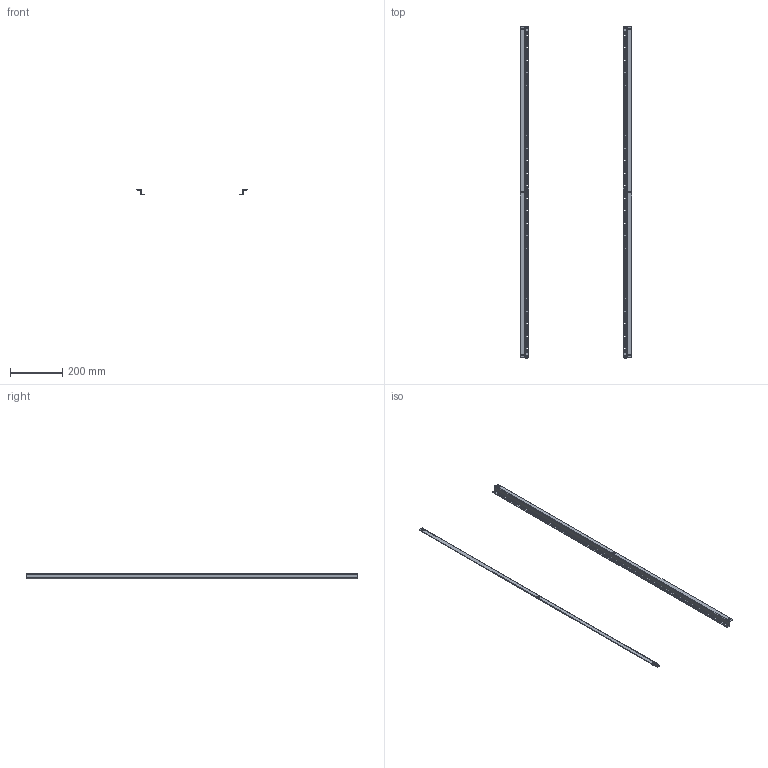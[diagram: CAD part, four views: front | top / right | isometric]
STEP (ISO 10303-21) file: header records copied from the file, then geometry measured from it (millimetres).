
FILE_DESCRIPTION (( 'STEP AP203' ), '1' );
FILE_NAME ('U8018130302 Êîìïëåêò ñòîåê âíóòðåííåé äâåðè UC2_UC2M 140.00 (2øò) (000.801.053-08).STEP', '2022-04-29T07:11:38', ( '' ), ( '' ), 'SwSTEP 2.0', 'SolidWorks 2017', '' );
FILE_SCHEMA (( 'CONFIG_CONTROL_DESIGN' ));
Length unit declared in the file: millimetre
Products named in the file (3): U8018130302 Êîìïëåêò ñòîåê âíóòðåííåé äâåðè UC2_UC2M 140.00 (2øò) (000.801.053-08); 019-61 砑鳧罻_08 (140); hex flange nut_din_Hexagon Flange Nut DIN 6923 - M5 - N
Assembly tree (8 placements, depth 2):
  U8018130302 Êîìïëåêò ñòîåê âíóòðåííåé äâåðè UC2_UC2M 140.00 (2øò) (000.801.053-08)
    019-61 砑鳧罻_08 (140)  x2
    hex flange nut_din_Hexagon Flange Nut DIN 6923 - M5 - N  x6
Bounding box: 427 x 1273 x 21 mm (x, y, z)
Volume: 179301.2 mm3; surface area: 254368.1 mm2
Topology: 8 solids, 8 shells, 856 faces, 2368 edges, 1528 vertices
Faces by surface type: plane 484, cylinder 252, cone 72, bspline 36, torus 12
Entity records: 12951 total; most frequent: CARTESIAN_POINT 2375, ORIENTED_EDGE 2088, DIRECTION 2000, EDGE_CURVE 1044, VECTOR 762, LINE 762, VERTEX_POINT 684, AXIS2_PLACEMENT_3D 619
